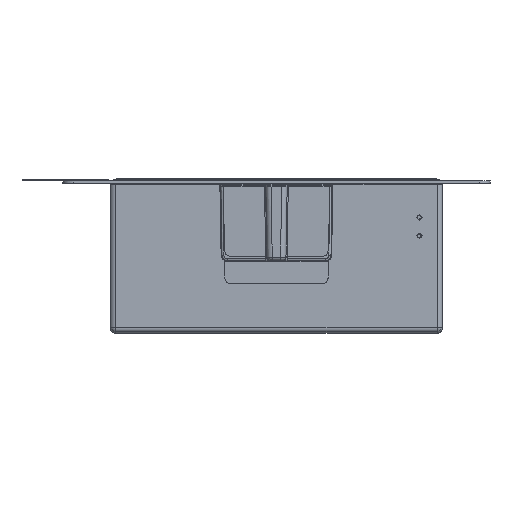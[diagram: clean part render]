
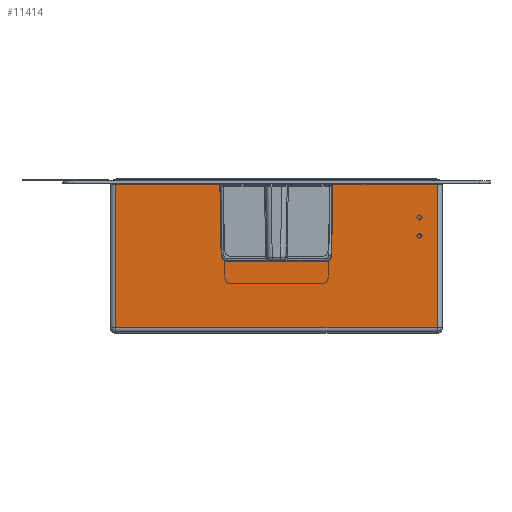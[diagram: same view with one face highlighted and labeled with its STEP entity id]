
A CAD part, left-side view. The second image highlights one B-rep face of the part: STEP entity #11414.
In plain terms, the highlighted planar face has unit normal (-1, 0, 0).
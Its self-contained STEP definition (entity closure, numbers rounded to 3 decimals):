
#11294=CARTESIAN_POINT('Line Origine',(-153.,-149.483,-138.)) ;
#11298=CARTESIAN_POINT('Vertex',(-153.,148.,-138.)) ;
#11300=CARTESIAN_POINT('Vertex',(-153.,-148.,-138.)) ;
#11336=CARTESIAN_POINT('Axis2P3D Location',(-153.,-150.,0.)) ;
#11341=CARTESIAN_POINT('Line Origine',(-153.,0.,-77.)) ;
#11345=CARTESIAN_POINT('Vertex',(-153.,-44.847,-77.)) ;
#11347=CARTESIAN_POINT('Vertex',(-153.,44.847,-77.)) ;
#11350=CARTESIAN_POINT('Axis2P3D Location',(-153.,44.847,-71.)) ;
#11354=CARTESIAN_POINT('Vertex',(-153.,50.846,-71.105)) ;
#11357=CARTESIAN_POINT('Line Origine',(-153.,51.414,-38.552)) ;
#11361=CARTESIAN_POINT('Vertex',(-153.,51.983,-6.)) ;
#11364=CARTESIAN_POINT('Line Origine',(-153.,99.991,-6.)) ;
#11368=CARTESIAN_POINT('Vertex',(-153.,148.,-6.)) ;
#11371=CARTESIAN_POINT('Line Origine',(-153.,148.,-72.)) ;
#11376=CARTESIAN_POINT('Line Origine',(-153.,-148.,-72.)) ;
#11380=CARTESIAN_POINT('Vertex',(-153.,-148.,-6.)) ;
#11383=CARTESIAN_POINT('Line Origine',(-153.,-99.991,-6.)) ;
#11387=CARTESIAN_POINT('Vertex',(-153.,-51.983,-6.)) ;
#11390=CARTESIAN_POINT('Line Origine',(-153.,-51.414,-38.552)) ;
#11394=CARTESIAN_POINT('Vertex',(-153.,-50.846,-71.105)) ;
#11397=CARTESIAN_POINT('Axis2P3D Location',(-153.,-44.847,-71.)) ;
#11296=VECTOR('Line Direction',#11295,1.) ;
#11343=VECTOR('Line Direction',#11342,1.) ;
#11359=VECTOR('Line Direction',#11358,1.) ;
#11366=VECTOR('Line Direction',#11365,1.) ;
#11373=VECTOR('Line Direction',#11372,1.) ;
#11378=VECTOR('Line Direction',#11377,1.) ;
#11385=VECTOR('Line Direction',#11384,1.) ;
#11392=VECTOR('Line Direction',#11391,1.) ;
#11295=DIRECTION('Vector Direction',(0.,1.,0.)) ;
#11337=DIRECTION('Axis2P3D Direction',(1.,0.,0.)) ;
#11338=DIRECTION('Axis2P3D XDirection',(0.,1.,0.)) ;
#11342=DIRECTION('Vector Direction',(0.,-1.,0.)) ;
#11351=DIRECTION('Axis2P3D Direction',(1.,0.,0.)) ;
#11358=DIRECTION('Vector Direction',(0.,0.017,1.)) ;
#11365=DIRECTION('Vector Direction',(0.,1.,0.)) ;
#11372=DIRECTION('Vector Direction',(0.,0.,-1.)) ;
#11377=DIRECTION('Vector Direction',(0.,0.,-1.)) ;
#11384=DIRECTION('Vector Direction',(0.,1.,0.)) ;
#11391=DIRECTION('Vector Direction',(0.,-0.017,1.)) ;
#11398=DIRECTION('Axis2P3D Direction',(1.,0.,0.)) ;
#11339=AXIS2_PLACEMENT_3D('Plane Axis2P3D',#11336,#11337,#11338) ;
#11352=AXIS2_PLACEMENT_3D('Circle Axis2P3D',#11350,#11351,$) ;
#11399=AXIS2_PLACEMENT_3D('Circle Axis2P3D',#11397,#11398,$) ;
#11297=LINE('Line',#11294,#11296) ;
#11344=LINE('Line',#11341,#11343) ;
#11360=LINE('Line',#11357,#11359) ;
#11367=LINE('Line',#11364,#11366) ;
#11374=LINE('Line',#11371,#11373) ;
#11379=LINE('Line',#11376,#11378) ;
#11386=LINE('Line',#11383,#11385) ;
#11393=LINE('Line',#11390,#11392) ;
#11353=CIRCLE('generated circle',#11352,6.) ;
#11400=CIRCLE('generated circle',#11399,6.) ;
#11340=PLANE('',#11339) ;
#11302=EDGE_CURVE('',#11299,#11301,#11297,.F.) ;
#11349=EDGE_CURVE('',#11346,#11348,#11344,.F.) ;
#11356=EDGE_CURVE('',#11348,#11355,#11353,.T.) ;
#11363=EDGE_CURVE('',#11355,#11362,#11360,.T.) ;
#11370=EDGE_CURVE('',#11362,#11369,#11367,.T.) ;
#11375=EDGE_CURVE('',#11369,#11299,#11374,.T.) ;
#11382=EDGE_CURVE('',#11381,#11301,#11379,.T.) ;
#11389=EDGE_CURVE('',#11388,#11381,#11386,.F.) ;
#11396=EDGE_CURVE('',#11395,#11388,#11393,.T.) ;
#11401=EDGE_CURVE('',#11346,#11395,#11400,.F.) ;
#11403=ORIENTED_EDGE('',*,*,#11349,.T.) ;
#11404=ORIENTED_EDGE('',*,*,#11356,.T.) ;
#11405=ORIENTED_EDGE('',*,*,#11363,.T.) ;
#11406=ORIENTED_EDGE('',*,*,#11370,.T.) ;
#11407=ORIENTED_EDGE('',*,*,#11375,.T.) ;
#11408=ORIENTED_EDGE('',*,*,#11302,.T.) ;
#11409=ORIENTED_EDGE('',*,*,#11382,.F.) ;
#11410=ORIENTED_EDGE('',*,*,#11389,.F.) ;
#11411=ORIENTED_EDGE('',*,*,#11396,.F.) ;
#11412=ORIENTED_EDGE('',*,*,#11401,.F.) ;
#11402=EDGE_LOOP('',(#11403,#11404,#11405,#11406,#11407,#11408,#11409,#11410,#11411,#11412)) ;
#11299=VERTEX_POINT('',#11298) ;
#11301=VERTEX_POINT('',#11300) ;
#11346=VERTEX_POINT('',#11345) ;
#11348=VERTEX_POINT('',#11347) ;
#11355=VERTEX_POINT('',#11354) ;
#11362=VERTEX_POINT('',#11361) ;
#11369=VERTEX_POINT('',#11368) ;
#11381=VERTEX_POINT('',#11380) ;
#11388=VERTEX_POINT('',#11387) ;
#11395=VERTEX_POINT('',#11394) ;
#11414=ADVANCED_FACE('Low',(#11413),#11340,.F.) ;
#11413=FACE_OUTER_BOUND('',#11402,.T.) ;
